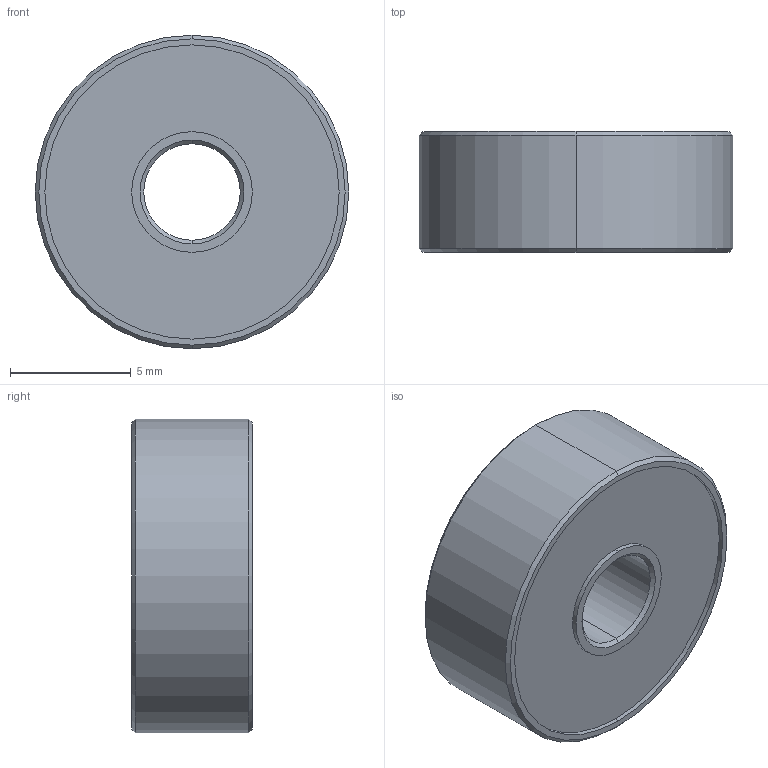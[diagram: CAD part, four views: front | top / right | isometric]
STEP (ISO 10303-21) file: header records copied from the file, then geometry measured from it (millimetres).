
FILE_DESCRIPTION (( 'STEP AP203' ), '1' );
FILE_NAME ('Bearing 4Bore 13Ext 5_Predeterminado_sldprt.STEP', '2024-02-29T15:19:48', ( '' ), ( '' ), 'SwSTEP 2.0', 'SolidWorks 2022', '' );
FILE_SCHEMA (( 'CONFIG_CONTROL_DESIGN' ));
Length unit declared in the file: millimetre
Products named in the file (1): Bearing 4Bore 13Ext 5_Predeterminado_sldprt
Bounding box: 13 x 5 x 13 mm (x, y, z)
Volume: 561.5 mm3; surface area: 1008.4 mm2
Topology: 3 solids, 3 shells, 38 faces, 76 edges, 48 vertices
Faces by surface type: cylinder 20, plane 10, cone 8
Entity records: 1089 total; most frequent: DIRECTION 202, CARTESIAN_POINT 163, ORIENTED_EDGE 152, AXIS2_PLACEMENT_3D 87, EDGE_CURVE 76, EDGE_LOOP 48, CIRCLE 48, VERTEX_POINT 48
